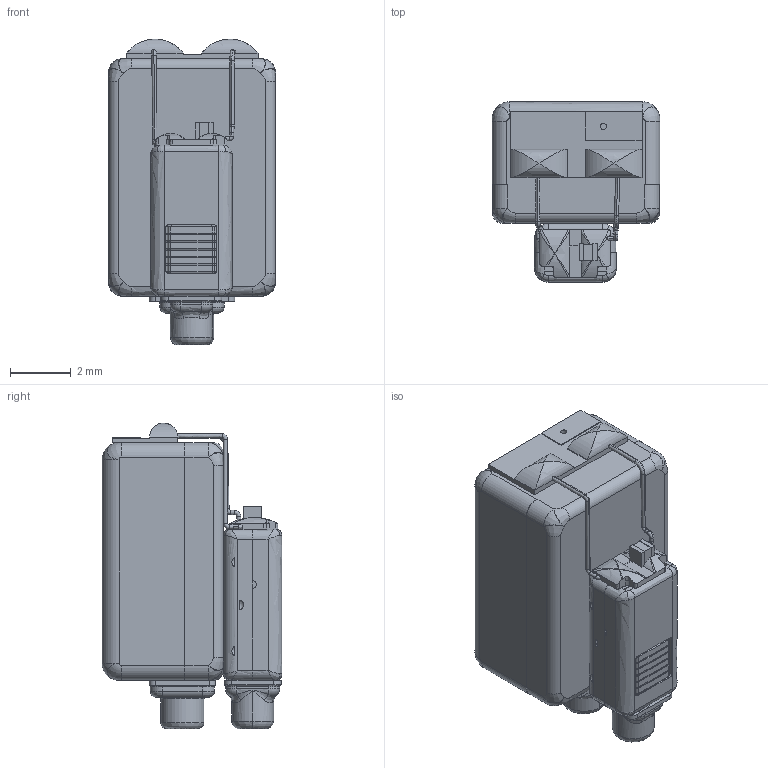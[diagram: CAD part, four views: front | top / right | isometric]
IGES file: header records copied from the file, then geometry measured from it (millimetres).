
Start section:  PTC IGES file: gu-32829-000_sw0001.igs
Global section: file name: gu-32829-000_sw0001.igs; native system: Creo Parametric by PTC Inc.; preprocessor: 2015290; author: NanCui; organization: Unknown; date: 20160901.102504; units: inch
Bounding box: 5.51 x 5.92 x 10.05 mm (x, y, z)
Volume: 54.8 mm3; surface area: 506.8 mm2
Topology: 1 solids, 1 shells, 848 faces, 2078 edges, 1244 vertices
Faces by surface type: revolution 531, bspline 317
